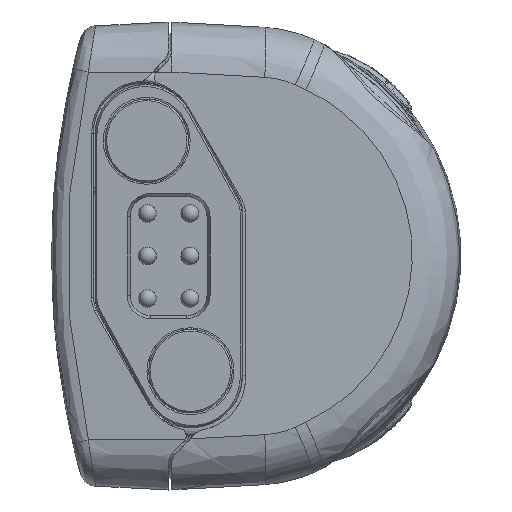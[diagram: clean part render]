
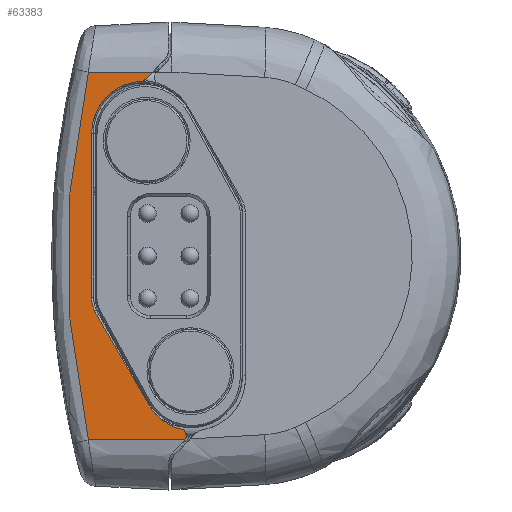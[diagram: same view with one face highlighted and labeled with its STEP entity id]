
A CAD part, left-side view. The second image highlights one B-rep face of the part: STEP entity #63383.
In plain terms, the highlighted planar face has unit normal (-0.999, 0.052, 0).
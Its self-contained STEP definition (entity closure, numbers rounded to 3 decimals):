
#156 = VECTOR ( 'NONE', #72459, 1000. ) ;
#652 =( BOUNDED_CURVE ( )  B_SPLINE_CURVE ( 3, ( #11357, #64993, #50513, #96574 ),
 .UNSPECIFIED., .F., .F. ) 
 B_SPLINE_CURVE_WITH_KNOTS ( ( 4, 4 ),
 ( 5.759, 6.283 ),
 .UNSPECIFIED. ) 
 CURVE ( )  GEOMETRIC_REPRESENTATION_ITEM ( )  RATIONAL_B_SPLINE_CURVE ( ( 1., 0.977, 0.977, 1. ) ) 
 REPRESENTATION_ITEM ( '' )  );
#3071 = DIRECTION ( 'NONE',  ( -0.036, -0.695, 0.718 ) ) ;
#4424 =( BOUNDED_CURVE ( )  B_SPLINE_CURVE ( 3, ( #16063, #53854, #77127, #84550 ),
 .UNSPECIFIED., .F., .F. ) 
 B_SPLINE_CURVE_WITH_KNOTS ( ( 4, 4 ),
 ( 1.642, 2.373 ),
 .UNSPECIFIED. ) 
 CURVE ( )  GEOMETRIC_REPRESENTATION_ITEM ( )  RATIONAL_B_SPLINE_CURVE ( ( 1., 0.956, 0.956, 1. ) ) 
 REPRESENTATION_ITEM ( '' )  );
#4986 = LINE ( 'NONE', #18818, #156 ) ;
#5051 = CARTESIAN_POINT ( 'NONE',  ( 0.04, 0.757, -9.64 ) ) ;
#5482 = VECTOR ( 'NONE', #48541, 1000. ) ;
#6285 = CARTESIAN_POINT ( 'NONE',  ( 0.241, 4.6, -2.56 ) ) ;
#8832 = CARTESIAN_POINT ( 'NONE',  ( 0.241, 4.6, 9.065 ) ) ;
#9999 = CARTESIAN_POINT ( 'NONE',  ( -0.061, -1.173, -10.747 ) ) ;
#10387 = CARTESIAN_POINT ( 'NONE',  ( 0., 0., 11. ) ) ;
#11357 = CARTESIAN_POINT ( 'NONE',  ( 0.23, 4.385, -3.36 ) ) ;
#11912 = DIRECTION ( 'NONE',  ( -0.999, 0.052, 0. ) ) ;
#12037 = VERTEX_POINT ( 'NONE', #19231 ) ;
#12360 = CARTESIAN_POINT ( 'NONE',  ( -0.001, -0.021, -10.988 ) ) ;
#12704 = CARTESIAN_POINT ( 'NONE',  ( 0.062, 1.184, -8.901 ) ) ;
#13422 = ORIENTED_EDGE ( 'NONE', *, *, #38784, .T. ) ;
#13549 = VERTEX_POINT ( 'NONE', #23838 ) ;
#15156 = LINE ( 'NONE', #16098, #76349 ) ;
#16063 = CARTESIAN_POINT ( 'NONE',  ( 0.09, 1.721, 10.442 ) ) ;
#16098 = CARTESIAN_POINT ( 'NONE',  ( 0.241, 4.6, -11. ) ) ;
#17793 = ORIENTED_EDGE ( 'NONE', *, *, #34509, .T. ) ;
#18818 = CARTESIAN_POINT ( 'NONE',  ( 0., 0., -11. ) ) ;
#19231 = CARTESIAN_POINT ( 'NONE',  ( 0.252, 4.802, 11. ) ) ;
#21118 = CARTESIAN_POINT ( 'NONE',  ( 0.07, 1.332, 10.623 ) ) ;
#21145 = CARTESIAN_POINT ( 'NONE',  ( 0.004, 0.076, -10.153 ) ) ;
#22081 = DIRECTION ( 'NONE',  ( 0., 0., 1. ) ) ;
#22960 = EDGE_CURVE ( 'NONE', #66245, #78371, #15156, .T. ) ;
#23838 = CARTESIAN_POINT ( 'NONE',  ( 0.23, 4.385, -3.36 ) ) ;
#24163 = EDGE_CURVE ( 'NONE', #78371, #59575, #52571, .T. ) ;
#25672 = ORIENTED_EDGE ( 'NONE', *, *, #22960, .T. ) ;
#25856 = VERTEX_POINT ( 'NONE', #42858 ) ;
#26515 = CARTESIAN_POINT ( 'NONE',  ( 0.602, 11.479, 0.139 ) ) ;
#26987 = EDGE_CURVE ( 'NONE', #79073, #13549, #65194, .T. ) ;
#27659 = CARTESIAN_POINT ( 'NONE',  ( 0., 0., -11. ) ) ;
#28738 = ORIENTED_EDGE ( 'NONE', *, *, #26987, .T. ) ;
#28813 = CARTESIAN_POINT ( 'NONE',  ( 0.062, 1.184, -8.901 ) ) ;
#34509 = EDGE_CURVE ( 'NONE', #43498, #79073, #97711, .T. ) ;
#36703 = EDGE_LOOP ( 'NONE', ( #87329, #13422, #86400, #94342, #92203, #84414, #86541, #17793, #28738, #73292, #25672 ) ) ;
#38191 =( BOUNDED_CURVE ( )  B_SPLINE_CURVE ( 3, ( #86044, #93410, #92753, #38611 ),
 .UNSPECIFIED., .F., .F. ) 
 B_SPLINE_CURVE_WITH_KNOTS ( ( 4, 4 ),
 ( 2.915, 3.368 ),
 .UNSPECIFIED. ) 
 CURVE ( )  GEOMETRIC_REPRESENTATION_ITEM ( )  RATIONAL_B_SPLINE_CURVE ( ( 1., 0.983, 0.983, 1. ) ) 
 REPRESENTATION_ITEM ( '' )  );
#38611 = CARTESIAN_POINT ( 'NONE',  ( 0.252, 4.802, -11. ) ) ;
#38784 = EDGE_CURVE ( 'NONE', #59575, #42590, #4424, .T. ) ;
#40902 = CARTESIAN_POINT ( 'NONE',  ( 0.09, 1.721, 10.442 ) ) ;
#42004 = CARTESIAN_POINT ( 'NONE',  ( -0.051, -0.966, -11. ) ) ;
#42437 = EDGE_CURVE ( 'NONE', #88624, #88127, #4986, .T. ) ;
#42590 = VERTEX_POINT ( 'NONE', #21118 ) ;
#42858 = CARTESIAN_POINT ( 'NONE',  ( 0.051, 0.968, 11. ) ) ;
#43498 = VERTEX_POINT ( 'NONE', #69592 ) ;
#44607 = EDGE_CURVE ( 'NONE', #13549, #66245, #652, .T. ) ;
#48541 = DIRECTION ( 'NONE',  ( -0.052, -0.999, 0. ) ) ;
#48564 = LINE ( 'NONE', #26515, #94321 ) ;
#50513 = CARTESIAN_POINT ( 'NONE',  ( 0.241, 4.6, -2.843 ) ) ;
#51613 = AXIS2_PLACEMENT_3D ( 'NONE', #27659, #11912, #65559 ) ;
#52297 = EDGE_CURVE ( 'NONE', #12037, #25856, #89676, .T. ) ;
#52571 =( BOUNDED_CURVE ( )  B_SPLINE_CURVE ( 3, ( #70827, #8832, #62111, #54708 ),
 .UNSPECIFIED., .F., .F. ) 
 B_SPLINE_CURVE_WITH_KNOTS ( ( 4, 4 ),
 ( 0., 1.5 ),
 .UNSPECIFIED. ) 
 CURVE ( )  GEOMETRIC_REPRESENTATION_ITEM ( )  RATIONAL_B_SPLINE_CURVE ( ( 1., 0.821, 0.821, 1. ) ) 
 REPRESENTATION_ITEM ( '' )  );
#53806 = EDGE_CURVE ( 'NONE', #88127, #43498, #87968, .T. ) ;
#53854 = CARTESIAN_POINT ( 'NONE',  ( 0.082, 1.572, 10.453 ) ) ;
#54708 = CARTESIAN_POINT ( 'NONE',  ( 0.09, 1.721, 10.442 ) ) ;
#59575 = VERTEX_POINT ( 'NONE', #40902 ) ;
#62111 = CARTESIAN_POINT ( 'NONE',  ( 0.18, 3.431, 10.32 ) ) ;
#62624 = CARTESIAN_POINT ( 'NONE',  ( -0.056, -1.07, -10.437 ) ) ;
#63383 = ADVANCED_FACE ( 'NONE', ( #86109 ), #81403, .T. ) ;
#64993 = CARTESIAN_POINT ( 'NONE',  ( 0.237, 4.527, -3.116 ) ) ;
#65194 = LINE ( 'NONE', #12360, #74845 ) ;
#65559 = DIRECTION ( 'NONE',  ( -0.052, -0.999, 0. ) ) ;
#66245 = VERTEX_POINT ( 'NONE', #6285 ) ;
#69592 = CARTESIAN_POINT ( 'NONE',  ( -0.039, -0.753, -10.359 ) ) ;
#70341 = CARTESIAN_POINT ( 'NONE',  ( -0.051, -0.966, -11. ) ) ;
#70827 = CARTESIAN_POINT ( 'NONE',  ( 0.241, 4.6, 7.35 ) ) ;
#72459 = DIRECTION ( 'NONE',  ( -0.052, -0.999, 0. ) ) ;
#73278 = EDGE_CURVE ( 'NONE', #12037, #88624, #38191, .T. ) ;
#73292 = ORIENTED_EDGE ( 'NONE', *, *, #44607, .T. ) ;
#74845 = VECTOR ( 'NONE', #95940, 1000. ) ;
#76349 = VECTOR ( 'NONE', #22081, 1000. ) ;
#77127 = CARTESIAN_POINT ( 'NONE',  ( 0.075, 1.436, 10.516 ) ) ;
#77217 = CARTESIAN_POINT ( 'NONE',  ( 0.252, 4.802, -11. ) ) ;
#78371 = VERTEX_POINT ( 'NONE', #97135 ) ;
#79073 = VERTEX_POINT ( 'NONE', #12704 ) ;
#81395 = EDGE_CURVE ( 'NONE', #42590, #25856, #48564, .T. ) ;
#81403 = PLANE ( 'NONE',  #51613 ) ;
#82246 = CARTESIAN_POINT ( 'NONE',  ( -0.039, -0.753, -10.359 ) ) ;
#84414 = ORIENTED_EDGE ( 'NONE', *, *, #42437, .T. ) ;
#84550 = CARTESIAN_POINT ( 'NONE',  ( 0.07, 1.332, 10.623 ) ) ;
#86044 = CARTESIAN_POINT ( 'NONE',  ( 0.252, 4.802, 11. ) ) ;
#86109 = FACE_OUTER_BOUND ( 'NONE', #36703, .T. ) ;
#86400 = ORIENTED_EDGE ( 'NONE', *, *, #81395, .T. ) ;
#86541 = ORIENTED_EDGE ( 'NONE', *, *, #53806, .T. ) ;
#86871 = CARTESIAN_POINT ( 'NONE',  ( -0.039, -0.753, -10.359 ) ) ;
#87329 = ORIENTED_EDGE ( 'NONE', *, *, #24163, .T. ) ;
#87968 =( BOUNDED_CURVE ( )  B_SPLINE_CURVE ( 3, ( #70341, #9999, #62624, #86871 ),
 .UNSPECIFIED., .F., .F. ) 
 B_SPLINE_CURVE_WITH_KNOTS ( ( 4, 4 ),
 ( 2.456, 4.469 ),
 .UNSPECIFIED. ) 
 CURVE ( )  GEOMETRIC_REPRESENTATION_ITEM ( )  RATIONAL_B_SPLINE_CURVE ( ( 1., 0.69, 0.69, 1. ) ) 
 REPRESENTATION_ITEM ( '' )  );
#88127 = VERTEX_POINT ( 'NONE', #42004 ) ;
#88624 = VERTEX_POINT ( 'NONE', #77217 ) ;
#89676 = LINE ( 'NONE', #10387, #5482 ) ;
#92203 = ORIENTED_EDGE ( 'NONE', *, *, #73278, .T. ) ;
#92753 = CARTESIAN_POINT ( 'NONE',  ( 0.339, 6.476, -3.73 ) ) ;
#93410 = CARTESIAN_POINT ( 'NONE',  ( 0.339, 6.476, 3.73 ) ) ;
#94321 = VECTOR ( 'NONE', #3071, 1000. ) ;
#94342 = ORIENTED_EDGE ( 'NONE', *, *, #52297, .F. ) ;
#95940 = DIRECTION ( 'NONE',  ( 0.026, 0.5, 0.866 ) ) ;
#96574 = CARTESIAN_POINT ( 'NONE',  ( 0.241, 4.6, -2.56 ) ) ;
#97135 = CARTESIAN_POINT ( 'NONE',  ( 0.241, 4.6, 7.35 ) ) ;
#97711 =( BOUNDED_CURVE ( )  B_SPLINE_CURVE ( 3, ( #82246, #21145, #5051, #28813 ),
 .UNSPECIFIED., .F., .F. ) 
 B_SPLINE_CURVE_WITH_KNOTS ( ( 4, 4 ),
 ( 4.956, 5.759 ),
 .UNSPECIFIED. ) 
 CURVE ( )  GEOMETRIC_REPRESENTATION_ITEM ( )  RATIONAL_B_SPLINE_CURVE ( ( 1., 0.947, 0.947, 1. ) ) 
 REPRESENTATION_ITEM ( '' )  );
